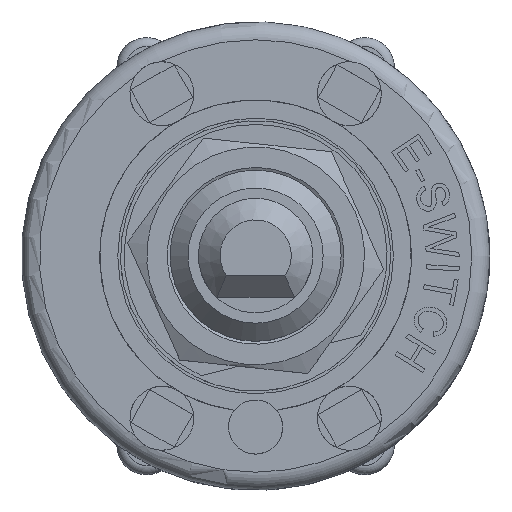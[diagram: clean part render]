
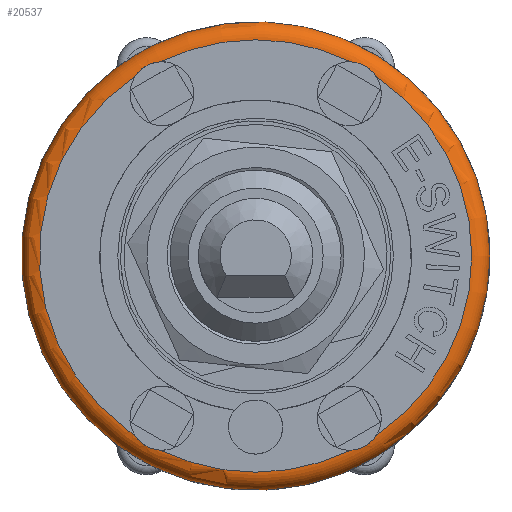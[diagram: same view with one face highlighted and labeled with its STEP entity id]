
A CAD part, top view. The second image highlights one B-rep face of the part: STEP entity #20537.
In plain terms, the highlighted toroidal (fillet/blend) face has major radius 12 mm and minor radius 1 mm.
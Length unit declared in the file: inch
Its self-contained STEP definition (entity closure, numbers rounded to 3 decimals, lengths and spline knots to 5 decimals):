
#19887=CARTESIAN_POINT('',(0.51181,0.0,0.37402));
#19888=VERTEX_POINT('',#19887);
#19889=CARTESIAN_POINT('',(0.0,0.0,0.37402));
#19890=DIRECTION('',(0.0,0.0,1.0));
#19891=DIRECTION('',(-1.0,0.0,0.0));
#19892=AXIS2_PLACEMENT_3D('',#19889,#19890,#19891);
#19893=CIRCLE('',#19892,0.51181);
#19894=EDGE_CURVE('',#19888,#19888,#19893,.T.);
#20137=CARTESIAN_POINT('',(-0.26379,0.39194,0.41339));
#20138=VERTEX_POINT('',#20137);
#20147=CARTESIAN_POINT('',(-0.20753,0.42442,0.41339));
#20148=VERTEX_POINT('',#20147);
#20156=CARTESIAN_POINT('',(-0.26379,0.39194,0.41339));
#20157=CARTESIAN_POINT('',(-0.26063,0.39693,0.41339));
#20158=CARTESIAN_POINT('',(-0.25684,0.40153,0.41318));
#20159=CARTESIAN_POINT('',(-0.25019,0.40776,0.41294));
#20160=CARTESIAN_POINT('',(-0.24774,0.40975,0.41287));
#20161=CARTESIAN_POINT('',(-0.24411,0.41233,0.41281));
#20162=CARTESIAN_POINT('',(-0.24303,0.41306,0.41279));
#20163=CARTESIAN_POINT('',(-0.24115,0.41424,0.41278));
#20164=CARTESIAN_POINT('',(-0.24035,0.41472,0.41278));
#20165=CARTESIAN_POINT('',(-0.23874,0.41565,0.41278));
#20166=CARTESIAN_POINT('',(-0.23791,0.4161,0.41278));
#20167=CARTESIAN_POINT('',(-0.23586,0.41717,0.4128));
#20168=CARTESIAN_POINT('',(-0.23462,0.41777,0.41281));
#20169=CARTESIAN_POINT('',(-0.23029,0.41972,0.41288));
#20170=CARTESIAN_POINT('',(-0.22713,0.42087,0.41296));
#20171=CARTESIAN_POINT('',(-0.2184,0.42336,0.41321));
#20172=CARTESIAN_POINT('',(-0.2129,0.4242,0.41339));
#20173=CARTESIAN_POINT('',(-0.20753,0.42442,0.41339));
#20174=B_SPLINE_CURVE_WITH_KNOTS('',3,(#20156,#20157,#20158,#20159,#20160,#20161,#20162,#20163,#20164,#20165,#20166,#20167,#20168,#20169,#20170,#20171,#20172,#20173),.UNSPECIFIED.,.F.,.U.,(4,2,2,2,2,2,2,2,4),(-0.30321,-0.28459,-0.27477,-0.27072,-0.26786,-0.26495,-0.2607,-0.25033,-0.23279),.UNSPECIFIED.);
#20175=EDGE_CURVE('',#20138,#20148,#20174,.T.);
#20211=CARTESIAN_POINT('',(-0.26379,-0.39194,0.41339));
#20212=VERTEX_POINT('',#20211);
#20222=CARTESIAN_POINT('',(-0.20753,-0.42442,0.41339));
#20223=VERTEX_POINT('',#20222);
#20224=CARTESIAN_POINT('',(-0.20753,-0.42442,0.41339));
#20225=CARTESIAN_POINT('',(-0.21344,-0.42418,0.41339));
#20226=CARTESIAN_POINT('',(-0.21932,-0.42319,0.41318));
#20227=CARTESIAN_POINT('',(-0.22803,-0.42055,0.41294));
#20228=CARTESIAN_POINT('',(-0.23098,-0.41943,0.41287));
#20229=CARTESIAN_POINT('',(-0.23503,-0.41757,0.41281));
#20230=CARTESIAN_POINT('',(-0.2362,-0.417,0.41279));
#20231=CARTESIAN_POINT('',(-0.23817,-0.41596,0.41278));
#20232=CARTESIAN_POINT('',(-0.23898,-0.41551,0.41278));
#20233=CARTESIAN_POINT('',(-0.24059,-0.41458,0.41278));
#20234=CARTESIAN_POINT('',(-0.2414,-0.41409,0.41278));
#20235=CARTESIAN_POINT('',(-0.24335,-0.41285,0.4128));
#20236=CARTESIAN_POINT('',(-0.24449,-0.41207,0.41281));
#20237=CARTESIAN_POINT('',(-0.24834,-0.4093,0.41288));
#20238=CARTESIAN_POINT('',(-0.25092,-0.40713,0.41296));
#20239=CARTESIAN_POINT('',(-0.25744,-0.40082,0.41321));
#20240=CARTESIAN_POINT('',(-0.26092,-0.39648,0.41339));
#20241=CARTESIAN_POINT('',(-0.26379,-0.39194,0.41339));
#20242=B_SPLINE_CURVE_WITH_KNOTS('',3,(#20224,#20225,#20226,#20227,#20228,#20229,#20230,#20231,#20232,#20233,#20234,#20235,#20236,#20237,#20238,#20239,#20240,#20241),.UNSPECIFIED.,.F.,.U.,(4,2,2,2,2,2,2,2,4),(-0.30321,-0.28459,-0.27477,-0.27072,-0.26786,-0.26495,-0.2607,-0.25033,-0.23279),.UNSPECIFIED.);
#20243=EDGE_CURVE('',#20223,#20212,#20242,.T.);
#20311=CARTESIAN_POINT('',(0.20753,-0.42442,0.41339));
#20312=VERTEX_POINT('',#20311);
#20322=CARTESIAN_POINT('',(0.26379,-0.39194,0.41339));
#20323=VERTEX_POINT('',#20322);
#20324=CARTESIAN_POINT('',(0.26379,-0.39194,0.41339));
#20325=CARTESIAN_POINT('',(0.26063,-0.39693,0.41339));
#20326=CARTESIAN_POINT('',(0.25684,-0.40153,0.41318));
#20327=CARTESIAN_POINT('',(0.25019,-0.40776,0.41294));
#20328=CARTESIAN_POINT('',(0.24774,-0.40975,0.41287));
#20329=CARTESIAN_POINT('',(0.24411,-0.41233,0.41281));
#20330=CARTESIAN_POINT('',(0.24303,-0.41306,0.41279));
#20331=CARTESIAN_POINT('',(0.24115,-0.41424,0.41278));
#20332=CARTESIAN_POINT('',(0.24035,-0.41472,0.41278));
#20333=CARTESIAN_POINT('',(0.23874,-0.41565,0.41278));
#20334=CARTESIAN_POINT('',(0.23791,-0.4161,0.41278));
#20335=CARTESIAN_POINT('',(0.23586,-0.41717,0.4128));
#20336=CARTESIAN_POINT('',(0.23462,-0.41777,0.41281));
#20337=CARTESIAN_POINT('',(0.23029,-0.41972,0.41288));
#20338=CARTESIAN_POINT('',(0.22713,-0.42087,0.41296));
#20339=CARTESIAN_POINT('',(0.2184,-0.42336,0.41321));
#20340=CARTESIAN_POINT('',(0.2129,-0.4242,0.41339));
#20341=CARTESIAN_POINT('',(0.20753,-0.42442,0.41339));
#20342=B_SPLINE_CURVE_WITH_KNOTS('',3,(#20324,#20325,#20326,#20327,#20328,#20329,#20330,#20331,#20332,#20333,#20334,#20335,#20336,#20337,#20338,#20339,#20340,#20341),.UNSPECIFIED.,.F.,.U.,(4,2,2,2,2,2,2,2,4),(-0.30321,-0.28459,-0.27477,-0.27072,-0.26786,-0.26495,-0.2607,-0.25033,-0.23279),.UNSPECIFIED.);
#20343=EDGE_CURVE('',#20323,#20312,#20342,.T.);
#20437=CARTESIAN_POINT('',(0.20753,0.42442,0.41339));
#20438=VERTEX_POINT('',#20437);
#20447=CARTESIAN_POINT('',(0.26379,0.39194,0.41339));
#20448=VERTEX_POINT('',#20447);
#20456=CARTESIAN_POINT('',(0.20753,0.42442,0.41339));
#20457=CARTESIAN_POINT('',(0.21344,0.42418,0.41339));
#20458=CARTESIAN_POINT('',(0.21932,0.42319,0.41318));
#20459=CARTESIAN_POINT('',(0.22803,0.42055,0.41294));
#20460=CARTESIAN_POINT('',(0.23098,0.41943,0.41287));
#20461=CARTESIAN_POINT('',(0.23503,0.41757,0.41281));
#20462=CARTESIAN_POINT('',(0.2362,0.417,0.41279));
#20463=CARTESIAN_POINT('',(0.23817,0.41596,0.41278));
#20464=CARTESIAN_POINT('',(0.23898,0.41551,0.41278));
#20465=CARTESIAN_POINT('',(0.24059,0.41458,0.41278));
#20466=CARTESIAN_POINT('',(0.2414,0.41409,0.41278));
#20467=CARTESIAN_POINT('',(0.24335,0.41285,0.4128));
#20468=CARTESIAN_POINT('',(0.24449,0.41207,0.41281));
#20469=CARTESIAN_POINT('',(0.24834,0.4093,0.41288));
#20470=CARTESIAN_POINT('',(0.25092,0.40713,0.41296));
#20471=CARTESIAN_POINT('',(0.25744,0.40082,0.41321));
#20472=CARTESIAN_POINT('',(0.26092,0.39648,0.41339));
#20473=CARTESIAN_POINT('',(0.26379,0.39194,0.41339));
#20474=B_SPLINE_CURVE_WITH_KNOTS('',3,(#20456,#20457,#20458,#20459,#20460,#20461,#20462,#20463,#20464,#20465,#20466,#20467,#20468,#20469,#20470,#20471,#20472,#20473),.UNSPECIFIED.,.F.,.U.,(4,2,2,2,2,2,2,2,4),(-0.30321,-0.28459,-0.27477,-0.27072,-0.26786,-0.26495,-0.2607,-0.25033,-0.23279),.UNSPECIFIED.);
#20475=EDGE_CURVE('',#20438,#20448,#20474,.T.);
#20495=CARTESIAN_POINT('',(0.0,0.0,0.37402));
#20496=DIRECTION('',(0.0,0.0,-1.0));
#20497=DIRECTION('',(-1.0,0.0,0.0));
#20498=AXIS2_PLACEMENT_3D('',#20495,#20496,#20497);
#20499=TOROIDAL_SURFACE('',#20498,0.47244,0.03937);
#20500=ORIENTED_EDGE('',*,*,#19894,.T.);
#20501=EDGE_LOOP('',(#20500));
#20502=FACE_OUTER_BOUND('',#20501,.T.);
#20503=CARTESIAN_POINT('',(0.0,0.0,0.41339));
#20504=DIRECTION('',(0.0,0.0,-1.0));
#20505=DIRECTION('',(-1.0,0.0,0.0));
#20506=AXIS2_PLACEMENT_3D('',#20503,#20504,#20505);
#20507=CIRCLE('',#20506,0.47244);
#20508=EDGE_CURVE('',#20212,#20138,#20507,.T.);
#20509=ORIENTED_EDGE('',*,*,#20508,.T.);
#20510=ORIENTED_EDGE('',*,*,#20175,.T.);
#20511=CARTESIAN_POINT('',(0.0,0.0,0.41339));
#20512=DIRECTION('',(0.0,0.0,-1.0));
#20513=DIRECTION('',(-1.0,0.0,0.0));
#20514=AXIS2_PLACEMENT_3D('',#20511,#20512,#20513);
#20515=CIRCLE('',#20514,0.47244);
#20516=EDGE_CURVE('',#20148,#20438,#20515,.T.);
#20517=ORIENTED_EDGE('',*,*,#20516,.T.);
#20518=ORIENTED_EDGE('',*,*,#20475,.T.);
#20519=CARTESIAN_POINT('',(0.0,0.0,0.41339));
#20520=DIRECTION('',(0.0,0.0,-1.0));
#20521=DIRECTION('',(-1.0,0.0,0.0));
#20522=AXIS2_PLACEMENT_3D('',#20519,#20520,#20521);
#20523=CIRCLE('',#20522,0.47244);
#20524=EDGE_CURVE('',#20448,#20323,#20523,.T.);
#20525=ORIENTED_EDGE('',*,*,#20524,.T.);
#20526=ORIENTED_EDGE('',*,*,#20343,.T.);
#20527=CARTESIAN_POINT('',(0.0,0.0,0.41339));
#20528=DIRECTION('',(0.0,0.0,-1.0));
#20529=DIRECTION('',(-1.0,0.0,0.0));
#20530=AXIS2_PLACEMENT_3D('',#20527,#20528,#20529);
#20531=CIRCLE('',#20530,0.47244);
#20532=EDGE_CURVE('',#20312,#20223,#20531,.T.);
#20533=ORIENTED_EDGE('',*,*,#20532,.T.);
#20534=ORIENTED_EDGE('',*,*,#20243,.T.);
#20535=EDGE_LOOP('',(#20509,#20510,#20517,#20518,#20525,#20526,#20533,#20534));
#20536=FACE_BOUND('',#20535,.T.);
#20537=ADVANCED_FACE('',(#20502,#20536),#20499,.T.);
